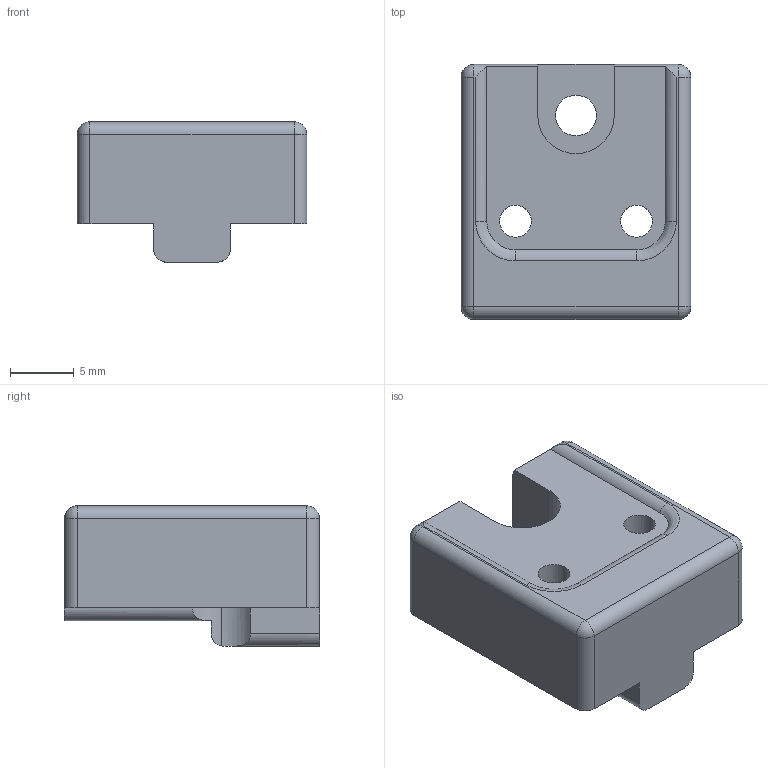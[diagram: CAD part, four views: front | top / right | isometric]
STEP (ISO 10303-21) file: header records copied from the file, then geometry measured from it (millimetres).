
FILE_DESCRIPTION (( 'STEP AP203' ), '1' );
FILE_NAME ('endstop_holder.step', '2016-03-08T04:32:25', ( '' ), ( '' ), 'SwSTEP 2.0', 'SolidWorks 2015', '' );
FILE_SCHEMA (( 'CONFIG_CONTROL_DESIGN' ));
Length unit declared in the file: millimetre
Products named in the file (1): endstop_holder
Bounding box: 18 x 20 x 11 mm (x, y, z)
Volume: 2411.8 mm3; surface area: 1664.7 mm2
Topology: 1 solids, 1 shells, 52 faces, 142 edges, 88 vertices
Faces by surface type: cylinder 28, plane 18, sphere 4, torus 2
Entity records: 1753 total; most frequent: CARTESIAN_POINT 343, DIRECTION 290, ORIENTED_EDGE 276, EDGE_CURVE 138, AXIS2_PLACEMENT_3D 109, VERTEX_POINT 88, LINE 72, VECTOR 72
